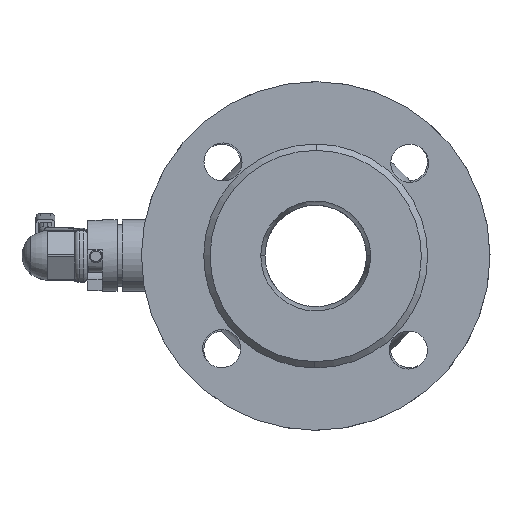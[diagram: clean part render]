
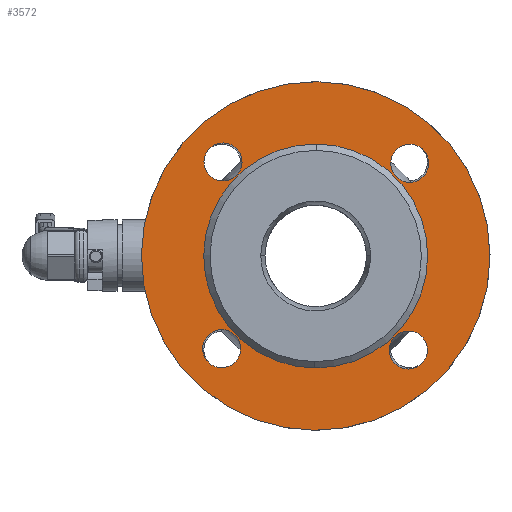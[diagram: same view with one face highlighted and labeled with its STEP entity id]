
A CAD part, left-side view. The second image highlights one B-rep face of the part: STEP entity #3572.
In plain terms, the highlighted face is planar.
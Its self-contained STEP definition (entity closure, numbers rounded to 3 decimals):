
#62 = ORIENTED_EDGE ( 'NONE', *, *, #3816, .F. ) ;
#66 = DIRECTION ( 'NONE',  ( 0., 0., 1. ) ) ;
#107 = CARTESIAN_POINT ( 'NONE',  ( -44.194, -44.194, 20.5 ) ) ;
#164 = ORIENTED_EDGE ( 'NONE', *, *, #4364, .F. ) ;
#178 = EDGE_CURVE ( 'NONE', #5319, #471, #5392, .T. ) ;
#364 = DIRECTION ( 'NONE',  ( 0., 0., 1. ) ) ;
#382 = CARTESIAN_POINT ( 'NONE',  ( -44.194, 44.194, 20.5 ) ) ;
#384 = AXIS2_PLACEMENT_3D ( 'NONE', #107, #66, #2074 ) ;
#439 = DIRECTION ( 'NONE',  ( 1., 0., 0. ) ) ;
#471 = VERTEX_POINT ( 'NONE', #1383 ) ;
#616 = VERTEX_POINT ( 'NONE', #3393 ) ;
#892 = CARTESIAN_POINT ( 'NONE',  ( 0., 0., 20.5 ) ) ;
#935 = CARTESIAN_POINT ( 'NONE',  ( 35.194, 44.194, 20.5 ) ) ;
#1102 = EDGE_CURVE ( 'NONE', #6738, #4007, #6266, .T. ) ;
#1112 = AXIS2_PLACEMENT_3D ( 'NONE', #7238, #2936, #4919 ) ;
#1221 = ORIENTED_EDGE ( 'NONE', *, *, #2059, .F. ) ;
#1383 = CARTESIAN_POINT ( 'NONE',  ( -35.194, -44.194, 20.5 ) ) ;
#1444 = EDGE_LOOP ( 'NONE', ( #6087, #1221 ) ) ;
#1486 = CARTESIAN_POINT ( 'NONE',  ( -44.194, 44.194, 20.5 ) ) ;
#1509 = EDGE_CURVE ( 'NONE', #4007, #6738, #4172, .T. ) ;
#1747 = VERTEX_POINT ( 'NONE', #935 ) ;
#1809 = AXIS2_PLACEMENT_3D ( 'NONE', #7056, #3245, #3939 ) ;
#1876 = CIRCLE ( 'NONE', #3453, 9. ) ;
#2032 = PLANE ( 'NONE',  #3867 ) ;
#2039 = EDGE_CURVE ( 'NONE', #6234, #616, #2141, .T. ) ;
#2059 = EDGE_CURVE ( 'NONE', #1747, #5622, #2385, .T. ) ;
#2074 = DIRECTION ( 'NONE',  ( 1., 0., 0. ) ) ;
#2095 = DIRECTION ( 'NONE',  ( 0., 0., 1. ) ) ;
#2141 = CIRCLE ( 'NONE', #7635, 9. ) ;
#2159 = FACE_BOUND ( 'NONE', #1444, .T. ) ;
#2179 = CARTESIAN_POINT ( 'NONE',  ( 0., 0., 20.5 ) ) ;
#2204 = CARTESIAN_POINT ( 'NONE',  ( 53.194, 44.194, 20.5 ) ) ;
#2278 = CIRCLE ( 'NONE', #1112, 9. ) ;
#2374 = CARTESIAN_POINT ( 'NONE',  ( 44.194, -44.194, 20.5 ) ) ;
#2385 = CIRCLE ( 'NONE', #6719, 9. ) ;
#2388 = ORIENTED_EDGE ( 'NONE', *, *, #2039, .F. ) ;
#2467 = CARTESIAN_POINT ( 'NONE',  ( 35.194, -44.194, 20.5 ) ) ;
#2512 = EDGE_CURVE ( 'NONE', #5255, #4204, #1876, .T. ) ;
#2525 = VERTEX_POINT ( 'NONE', #4928 ) ;
#2624 = DIRECTION ( 'NONE',  ( 1., 0., 0. ) ) ;
#2684 = CARTESIAN_POINT ( 'NONE',  ( -35.194, 44.194, 20.5 ) ) ;
#2790 = DIRECTION ( 'NONE',  ( 1., 0., 0. ) ) ;
#2801 = DIRECTION ( 'NONE',  ( 1., 0., 0. ) ) ;
#2816 = FACE_OUTER_BOUND ( 'NONE', #5640, .T. ) ;
#2837 = AXIS2_PLACEMENT_3D ( 'NONE', #892, #3460, #3952 ) ;
#2875 = EDGE_CURVE ( 'NONE', #4204, #5255, #2278, .T. ) ;
#2936 = DIRECTION ( 'NONE',  ( 0., 0., 1. ) ) ;
#3207 = CARTESIAN_POINT ( 'NONE',  ( -82.5, 0., 20.5 ) ) ;
#3245 = DIRECTION ( 'NONE',  ( 0., 0., 1. ) ) ;
#3324 = CARTESIAN_POINT ( 'NONE',  ( 53.194, -44.194, 20.5 ) ) ;
#3393 = CARTESIAN_POINT ( 'NONE',  ( -53.194, 44.194, 20.5 ) ) ;
#3453 = AXIS2_PLACEMENT_3D ( 'NONE', #2374, #6155, #6800 ) ;
#3460 = DIRECTION ( 'NONE',  ( 0., 0., 1. ) ) ;
#3541 = DIRECTION ( 'NONE',  ( 0., 0., 1. ) ) ;
#3549 = CARTESIAN_POINT ( 'NONE',  ( 0., 0., 20.5 ) ) ;
#3572 = ADVANCED_FACE ( 'NONE', ( #2816, #2159, #5291, #5212, #4633, #4546 ), #2032, .T. ) ;
#3621 = CIRCLE ( 'NONE', #6382, 9. ) ;
#3802 = AXIS2_PLACEMENT_3D ( 'NONE', #7789, #364, #4050 ) ;
#3816 = EDGE_CURVE ( 'NONE', #3896, #2525, #7265, .T. ) ;
#3867 = AXIS2_PLACEMENT_3D ( 'NONE', #7784, #4082, #4000 ) ;
#3896 = VERTEX_POINT ( 'NONE', #7059 ) ;
#3939 = DIRECTION ( 'NONE',  ( 1., 0., 0. ) ) ;
#3951 = ORIENTED_EDGE ( 'NONE', *, *, #5022, .F. ) ;
#3952 = DIRECTION ( 'NONE',  ( 1., 0., 0. ) ) ;
#4000 = DIRECTION ( 'NONE',  ( 1., 0., 0. ) ) ;
#4007 = VERTEX_POINT ( 'NONE', #3207 ) ;
#4041 = AXIS2_PLACEMENT_3D ( 'NONE', #2179, #4650, #2624 ) ;
#4050 = DIRECTION ( 'NONE',  ( 1., 0., 0. ) ) ;
#4063 = DIRECTION ( 'NONE',  ( 0., 0., 1. ) ) ;
#4082 = DIRECTION ( 'NONE',  ( 0., 0., 1. ) ) ;
#4109 = DIRECTION ( 'NONE',  ( 1., 0., 0. ) ) ;
#4172 = CIRCLE ( 'NONE', #4041, 82.5 ) ;
#4203 = EDGE_LOOP ( 'NONE', ( #3951, #62 ) ) ;
#4204 = VERTEX_POINT ( 'NONE', #3324 ) ;
#4308 = CIRCLE ( 'NONE', #5507, 9. ) ;
#4364 = EDGE_CURVE ( 'NONE', #616, #6234, #4308, .T. ) ;
#4546 = FACE_BOUND ( 'NONE', #4203, .T. ) ;
#4633 = FACE_BOUND ( 'NONE', #6664, .T. ) ;
#4650 = DIRECTION ( 'NONE',  ( 0., 0., 1. ) ) ;
#4696 = CARTESIAN_POINT ( 'NONE',  ( 44.194, 44.194, 20.5 ) ) ;
#4862 = ORIENTED_EDGE ( 'NONE', *, *, #1509, .T. ) ;
#4877 = DIRECTION ( 'NONE',  ( 0., 0., 1. ) ) ;
#4919 = DIRECTION ( 'NONE',  ( 1., 0., 0. ) ) ;
#4928 = CARTESIAN_POINT ( 'NONE',  ( -53., 0., 20.5 ) ) ;
#5022 = EDGE_CURVE ( 'NONE', #2525, #3896, #7420, .T. ) ;
#5212 = FACE_BOUND ( 'NONE', #6143, .T. ) ;
#5255 = VERTEX_POINT ( 'NONE', #2467 ) ;
#5291 = FACE_BOUND ( 'NONE', #6958, .T. ) ;
#5319 = VERTEX_POINT ( 'NONE', #6640 ) ;
#5392 = CIRCLE ( 'NONE', #3802, 9. ) ;
#5474 = CARTESIAN_POINT ( 'NONE',  ( 44.194, 44.194, 20.5 ) ) ;
#5493 = CIRCLE ( 'NONE', #384, 9. ) ;
#5507 = AXIS2_PLACEMENT_3D ( 'NONE', #1486, #2095, #2790 ) ;
#5622 = VERTEX_POINT ( 'NONE', #2204 ) ;
#5640 = EDGE_LOOP ( 'NONE', ( #4862, #7321 ) ) ;
#5655 = ORIENTED_EDGE ( 'NONE', *, *, #7698, .F. ) ;
#5901 = ORIENTED_EDGE ( 'NONE', *, *, #2875, .F. ) ;
#6087 = ORIENTED_EDGE ( 'NONE', *, *, #6279, .F. ) ;
#6143 = EDGE_LOOP ( 'NONE', ( #5655, #7648 ) ) ;
#6155 = DIRECTION ( 'NONE',  ( 0., 0., 1. ) ) ;
#6234 = VERTEX_POINT ( 'NONE', #2684 ) ;
#6266 = CIRCLE ( 'NONE', #1809, 82.5 ) ;
#6279 = EDGE_CURVE ( 'NONE', #5622, #1747, #3621, .T. ) ;
#6382 = AXIS2_PLACEMENT_3D ( 'NONE', #5474, #3541, #4109 ) ;
#6640 = CARTESIAN_POINT ( 'NONE',  ( -53.194, -44.194, 20.5 ) ) ;
#6664 = EDGE_LOOP ( 'NONE', ( #2388, #164 ) ) ;
#6719 = AXIS2_PLACEMENT_3D ( 'NONE', #4696, #4063, #2801 ) ;
#6738 = VERTEX_POINT ( 'NONE', #7047 ) ;
#6800 = DIRECTION ( 'NONE',  ( 1., 0., 0. ) ) ;
#6958 = EDGE_LOOP ( 'NONE', ( #5901, #7445 ) ) ;
#7047 = CARTESIAN_POINT ( 'NONE',  ( 82.5, 0., 20.5 ) ) ;
#7056 = CARTESIAN_POINT ( 'NONE',  ( 0., 0., 20.5 ) ) ;
#7059 = CARTESIAN_POINT ( 'NONE',  ( 53., 0., 20.5 ) ) ;
#7140 = DIRECTION ( 'NONE',  ( 0., 0., 1. ) ) ;
#7178 = DIRECTION ( 'NONE',  ( 1., 0., 0. ) ) ;
#7238 = CARTESIAN_POINT ( 'NONE',  ( 44.194, -44.194, 20.5 ) ) ;
#7265 = CIRCLE ( 'NONE', #7929, 53. ) ;
#7321 = ORIENTED_EDGE ( 'NONE', *, *, #1102, .T. ) ;
#7420 = CIRCLE ( 'NONE', #2837, 53. ) ;
#7445 = ORIENTED_EDGE ( 'NONE', *, *, #2512, .F. ) ;
#7635 = AXIS2_PLACEMENT_3D ( 'NONE', #382, #7140, #7178 ) ;
#7648 = ORIENTED_EDGE ( 'NONE', *, *, #178, .F. ) ;
#7698 = EDGE_CURVE ( 'NONE', #471, #5319, #5493, .T. ) ;
#7784 = CARTESIAN_POINT ( 'NONE',  ( 0., 0., 20.5 ) ) ;
#7789 = CARTESIAN_POINT ( 'NONE',  ( -44.194, -44.194, 20.5 ) ) ;
#7929 = AXIS2_PLACEMENT_3D ( 'NONE', #3549, #4877, #439 ) ;
